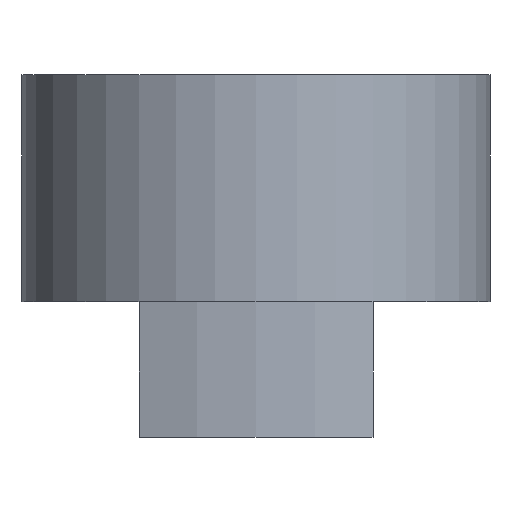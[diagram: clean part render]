
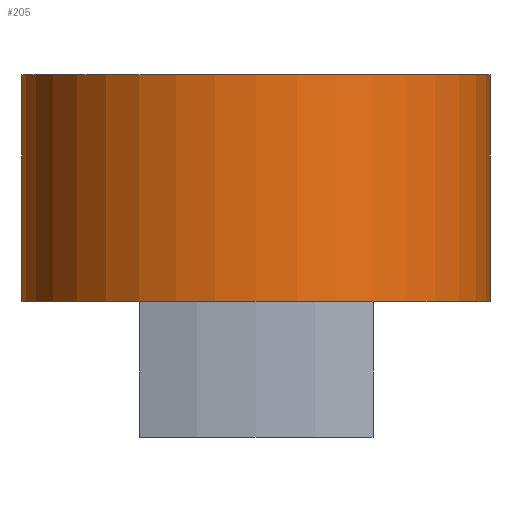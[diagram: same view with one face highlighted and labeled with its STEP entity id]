
A CAD part, front view. The second image highlights one B-rep face of the part: STEP entity #205.
In plain terms, the highlighted cylindrical face has radius 10 mm (diameter 20 mm), a partial arc.
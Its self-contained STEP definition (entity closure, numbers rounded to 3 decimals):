
#139=VERTEX_POINT('',#379);
#141=VERTEX_POINT('',#381);
#165=VERTEX_POINT('',#405);
#177=EDGE_CURVE('',#225,#209,#417,.T.);
#197=EDGE_CURVE('',#139,#165,#438,.T.);
#205=ADVANCED_FACE('',(#446),#447,.T.);
#209=VERTEX_POINT('',#451);
#225=VERTEX_POINT('',#469);
#241=EDGE_CURVE('',#165,#337,#488,.T.);
#249=EDGE_CURVE('',#209,#141,#498,.T.);
#263=EDGE_CURVE('',#139,#141,#514,.T.);
#307=EDGE_CURVE('',#337,#225,#562,.T.);
#337=VERTEX_POINT('',#595);
#379=CARTESIAN_POINT('',(10.,0.,9.7));
#381=CARTESIAN_POINT('',(-10.0,0.,9.7));
#405=CARTESIAN_POINT('',(10.,0.,0.));
#417=CIRCLE('',#685,10.0);
#438=LINE('',#714,#715);
#446=FACE_OUTER_BOUND('',#727,.T.);
#447=CYLINDRICAL_SURFACE('',#728,10.0);
#451=CARTESIAN_POINT('',(-10.0,0.,0.));
#469=CARTESIAN_POINT('',(-5.,-8.66,0.));
#488=CIRCLE('',#779,10.0);
#498=LINE('',#794,#795);
#514=CIRCLE('',#816,10.0);
#562=CIRCLE('',#879,10.0);
#595=CARTESIAN_POINT('',(5.,-8.66,0.));
#685=AXIS2_PLACEMENT_3D('',#980,#981,#982);
#714=CARTESIAN_POINT('',(10.,0.,4.85));
#715=VECTOR('',#1004,1.0);
#727=EDGE_LOOP('',(#1013,#1014,#1015,#1016,#1017,#1018));
#728=AXIS2_PLACEMENT_3D('',#1019,#1020,#1021);
#779=AXIS2_PLACEMENT_3D('',#1071,#1072,#1073);
#794=CARTESIAN_POINT('',(-10.0,0.,4.85));
#795=VECTOR('',#1084,1.0);
#816=AXIS2_PLACEMENT_3D('',#1112,#1113,#1114);
#879=AXIS2_PLACEMENT_3D('',#1171,#1172,#1173);
#980=CARTESIAN_POINT('',(0.,0.,0.));
#981=DIRECTION('',(0.0,0.0,-1.0));
#982=DIRECTION('',(1.0,0.,0.0));
#1004=DIRECTION('',(0.0,0.0,-1.0));
#1013=ORIENTED_EDGE('',*,*,#197,.F.);
#1014=ORIENTED_EDGE('',*,*,#263,.T.);
#1015=ORIENTED_EDGE('',*,*,#249,.F.);
#1016=ORIENTED_EDGE('',*,*,#177,.F.);
#1017=ORIENTED_EDGE('',*,*,#307,.F.);
#1018=ORIENTED_EDGE('',*,*,#241,.F.);
#1019=CARTESIAN_POINT('',(0.,0.,4.85));
#1020=DIRECTION('',(-0.0,-0.0,1.0));
#1021=DIRECTION('',(1.0,0.,0.0));
#1071=CARTESIAN_POINT('',(0.,0.,0.));
#1072=DIRECTION('',(0.0,0.0,-1.0));
#1073=DIRECTION('',(1.0,0.,0.0));
#1084=DIRECTION('',(-0.0,-0.0,1.0));
#1112=CARTESIAN_POINT('',(0.,0.,9.7));
#1113=DIRECTION('',(0.0,0.0,-1.0));
#1114=DIRECTION('',(1.0,0.,0.0));
#1171=CARTESIAN_POINT('',(0.,0.,0.));
#1172=DIRECTION('',(0.0,0.0,-1.0));
#1173=DIRECTION('',(1.0,0.,0.0));
